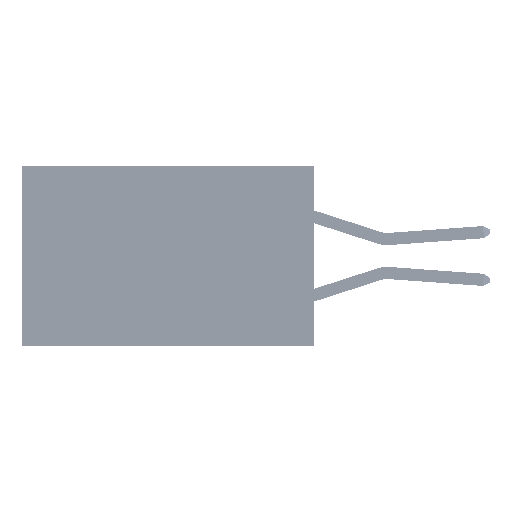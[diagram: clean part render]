
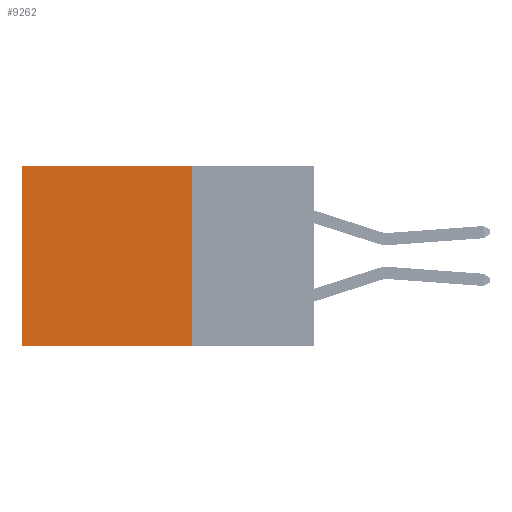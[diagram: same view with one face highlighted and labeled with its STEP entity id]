
A CAD part, left-side view. The second image highlights one B-rep face of the part: STEP entity #9262.
In plain terms, the highlighted planar face has unit normal (-1, 0, 0).
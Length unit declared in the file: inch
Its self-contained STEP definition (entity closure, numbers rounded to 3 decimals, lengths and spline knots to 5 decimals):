
#292 = LINE ( 'NONE', #32709, #30223 ) ;
#4547 = FACE_OUTER_BOUND ( 'NONE', #22387, .T. ) ;
#9262 = ADVANCED_FACE ( 'NONE', ( #4547 ), #44093, .F. ) ;
#9372 = DIRECTION ( 'NONE',  ( 0., 0., -1. ) ) ;
#11737 = CARTESIAN_POINT ( 'NONE',  ( 0.2875, 0.25, 0. ) ) ;
#14710 = CARTESIAN_POINT ( 'NONE',  ( 0.2875, 0.25, 0. ) ) ;
#16940 = ORIENTED_EDGE ( 'NONE', *, *, #34661, .T. ) ;
#17105 = VERTEX_POINT ( 'NONE', #37527 ) ;
#17647 = ORIENTED_EDGE ( 'NONE', *, *, #43419, .F. ) ;
#19347 = ORIENTED_EDGE ( 'NONE', *, *, #40039, .T. ) ;
#19866 = DIRECTION ( 'NONE',  ( 1., 0., 0. ) ) ;
#20257 = LINE ( 'NONE', #37737, #40540 ) ;
#20813 = VERTEX_POINT ( 'NONE', #40792 ) ;
#22387 = EDGE_LOOP ( 'NONE', ( #19347, #17647, #39893, #16940 ) ) ;
#22430 = LINE ( 'NONE', #14710, #40144 ) ;
#24795 = VERTEX_POINT ( 'NONE', #42772 ) ;
#25087 = AXIS2_PLACEMENT_3D ( 'NONE', #11737, #19866, #48157 ) ;
#25576 = CARTESIAN_POINT ( 'NONE',  ( 0.2875, 0.25, -0.37 ) ) ;
#28784 = VECTOR ( 'NONE', #29675, 39.37008 ) ;
#29675 = DIRECTION ( 'NONE',  ( 0., 1., 0. ) ) ;
#30223 = VECTOR ( 'NONE', #36780, 39.37008 ) ;
#31662 = EDGE_CURVE ( 'NONE', #17105, #20813, #22430, .T. ) ;
#32709 = CARTESIAN_POINT ( 'NONE',  ( 0.2875, 0.25, 0. ) ) ;
#34661 = EDGE_CURVE ( 'NONE', #17105, #39891, #292, .T. ) ;
#36780 = DIRECTION ( 'NONE',  ( 0., 1., 0. ) ) ;
#37527 = CARTESIAN_POINT ( 'NONE',  ( 0.2875, 0.25, 0. ) ) ;
#37737 = CARTESIAN_POINT ( 'NONE',  ( 0.2875, 0.6, 0. ) ) ;
#38976 = DIRECTION ( 'NONE',  ( 0., 0., -1. ) ) ;
#39891 = VERTEX_POINT ( 'NONE', #40738 ) ;
#39893 = ORIENTED_EDGE ( 'NONE', *, *, #31662, .F. ) ;
#40039 = EDGE_CURVE ( 'NONE', #39891, #24795, #20257, .T. ) ;
#40144 = VECTOR ( 'NONE', #38976, 39.37008 ) ;
#40540 = VECTOR ( 'NONE', #9372, 39.37008 ) ;
#40738 = CARTESIAN_POINT ( 'NONE',  ( 0.2875, 0.6, 0. ) ) ;
#40777 = LINE ( 'NONE', #25576, #28784 ) ;
#40792 = CARTESIAN_POINT ( 'NONE',  ( 0.2875, 0.25, -0.37 ) ) ;
#42772 = CARTESIAN_POINT ( 'NONE',  ( 0.2875, 0.6, -0.37 ) ) ;
#43419 = EDGE_CURVE ( 'NONE', #20813, #24795, #40777, .T. ) ;
#44093 = PLANE ( 'NONE',  #25087 ) ;
#48157 = DIRECTION ( 'NONE',  ( 0., 0., -1. ) ) ;
